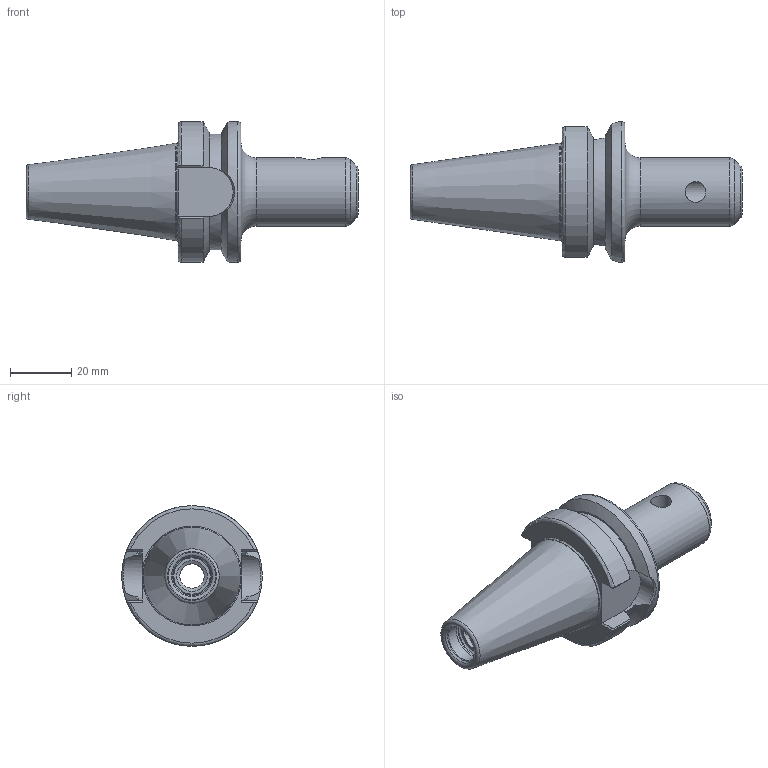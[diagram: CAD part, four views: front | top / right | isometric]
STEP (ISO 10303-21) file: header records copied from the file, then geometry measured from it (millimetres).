
FILE_DESCRIPTION(/* description */ (''),/* implementation_level */ '2;1');
FILE_NAME(/* name */ 'DBT30-EM031-0236.stp',/* time_stamp */ '2019-07-22T11:47:24-05:00',/* author */ ('ldfli'),/* organization */ (''),/* preprocessor_version */ 'ST-DEVELOPER v18',/* originating_system */ 'Autodesk Inventor LT',/* authorisation */ '');
FILE_SCHEMA (('AUTOMOTIVE_DESIGN { 1 0 10303 214 3 1 1 }'));
Length unit declared in the file: millimetre
Products named in the file (1): DBT30-EM031-0236
Bounding box: 108.74 x 46 x 46 mm (x, y, z)
Volume: 60173.1 mm3; surface area: 15733.2 mm2
Topology: 1 solids, 1 shells, 70 faces, 213 edges, 147 vertices
Faces by surface type: plane 24, cylinder 13, torus 13, cone 10, bspline 10
Full cylindrical faces by diameter (mm): 6.782 x1, 7.938 x1, 10.106 x1, 12.5 x1, 13.1 x1, 22.352 x1, 46 x1
Entity records: 3039 total; most frequent: CARTESIAN_POINT 1107, ORIENTED_EDGE 426, DIRECTION 381, EDGE_CURVE 213, AXIS2_PLACEMENT_3D 158, VERTEX_POINT 147, CIRCLE 97, EDGE_LOOP 76
